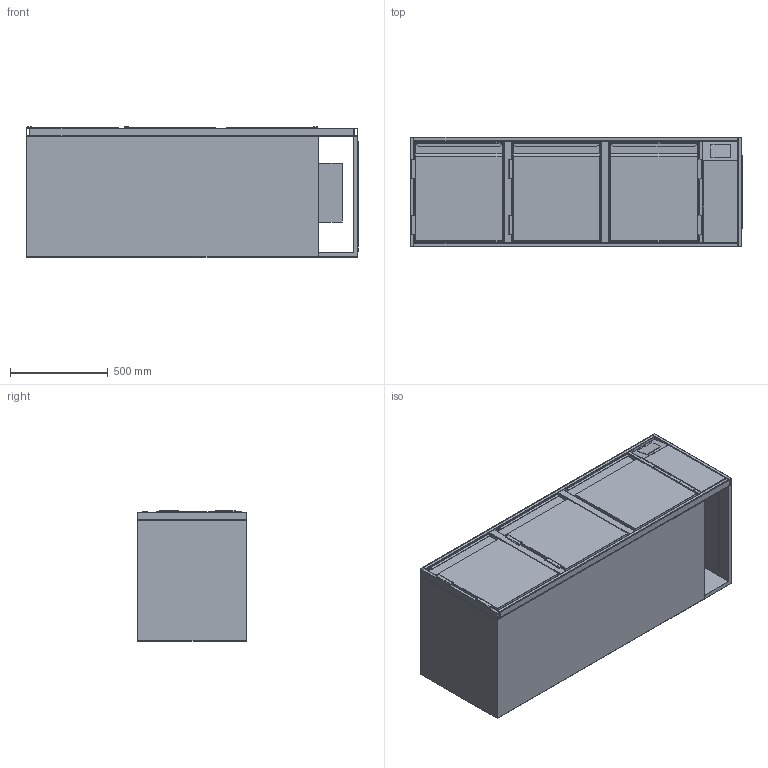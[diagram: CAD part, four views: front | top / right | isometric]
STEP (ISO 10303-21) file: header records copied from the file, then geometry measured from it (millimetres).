
FILE_DESCRIPTION (( 'STEP AP214' ), '1' );
FILE_NAME ('UTKZ-3-56-R-3T.step', '2024-11-06T14:59:08', ( '' ), ( '' ), 'SwSTEP 2.0', 'SolidWorks 2023', '' );
FILE_SCHEMA (( 'AUTOMOTIVE_DESIGN' ));
Length unit declared in the file: millimetre
Products named in the file (11): 24-01-54902_TK-TUER-445-505-R; 23-10-54612_G-TK-Korpus-1500-660-560-R; 20-03-43331_G-KT-Auflage-400-660-Ohne-Rost; 24-01-54896_G-TK-Rahmen-Tür-460-560; 21-11-50307_G-TK-FRR-560-1700--1500B-200; 20-03-43331_G-KT-Auflage-400-660-mit-Rost; 24-01-54902_TK-TUER-445-505-L; UTKZ-3-56-R-3T; 24-01-54895_G-TK-Einbauelement-Tür-460-660-560-R; 24-01-54895_G-TK-Einbauelement-Tür-460-660-560-L; 24-02-55011_G-TK-Fach-Z-R-200-660-560
Assembly tree (14 placements, depth 3):
  UTKZ-3-56-R-3T
    23-10-54612_G-TK-Korpus-1500-660-560-R
    21-11-50307_G-TK-FRR-560-1700--1500B-200
    24-02-55011_G-TK-Fach-Z-R-200-660-560
    24-01-54895_G-TK-Einbauelement-Tür-460-660-560-L  x2
      24-01-54896_G-TK-Rahmen-Tür-460-560
      24-01-54902_TK-TUER-445-505-L
      20-03-43331_G-KT-Auflage-400-660-Ohne-Rost
      20-03-43331_G-KT-Auflage-400-660-mit-Rost
    24-01-54895_G-TK-Einbauelement-Tür-460-660-560-R
      24-01-54896_G-TK-Rahmen-Tür-460-560
      24-01-54902_TK-TUER-445-505-R
      20-03-43331_G-KT-Auflage-400-660-Ohne-Rost
      20-03-43331_G-KT-Auflage-400-660-mit-Rost
Bounding box: 1701 x 560 x 667.5 mm (x, y, z)
Volume: 236026666.1 mm3; surface area: 14854776.3 mm2
Topology: 38 solids, 38 shells, 2314 faces, 6188 edges, 3924 vertices
Faces by surface type: cylinder 1466, plane 709, torus 48, sphere 46, bspline 45
Entity records: 36001 total; most frequent: CARTESIAN_POINT 6912, DIRECTION 6193, ORIENTED_EDGE 5746, EDGE_CURVE 2873, AXIS2_PLACEMENT_3D 2311, VERTEX_POINT 1818, VECTOR 1571, LINE 1571
